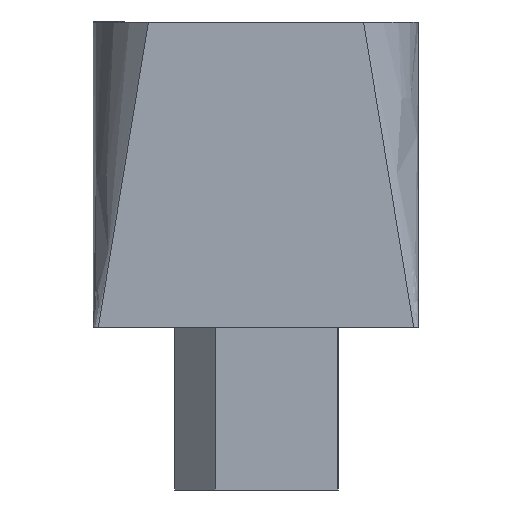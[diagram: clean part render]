
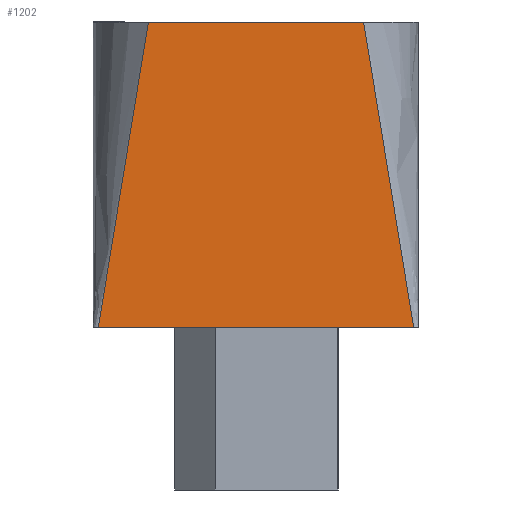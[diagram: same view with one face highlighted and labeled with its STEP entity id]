
A CAD part, left-side view. The second image highlights one B-rep face of the part: STEP entity #1202.
In plain terms, the highlighted planar face has unit normal (-1, 0, 0).
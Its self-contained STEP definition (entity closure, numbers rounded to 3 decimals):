
#20 = FACE_OUTER_BOUND ( 'NONE', #1577, .T. ) ;
#37 = DIRECTION ( 'NONE',  ( 0., 1., 0. ) ) ;
#117 = VERTEX_POINT ( 'NONE', #2042 ) ;
#236 = CARTESIAN_POINT ( 'NONE',  ( -57., 10.708, 15. ) ) ;
#274 = VECTOR ( 'NONE', #305, 1000. ) ;
#305 = DIRECTION ( 'NONE',  ( 0., 0.162, -0.987 ) ) ;
#316 = LINE ( 'NONE', #1458, #274 ) ;
#345 = PLANE ( 'NONE',  #1063 ) ;
#393 = DIRECTION ( 'NONE',  ( 0., -1., 0. ) ) ;
#460 = VERTEX_POINT ( 'NONE', #615 ) ;
#474 = VECTOR ( 'NONE', #393, 1000. ) ;
#615 = CARTESIAN_POINT ( 'NONE',  ( -57., 8.25, 0. ) ) ;
#650 = EDGE_CURVE ( 'NONE', #1107, #460, #1939, .T. ) ;
#656 = EDGE_CURVE ( 'NONE', #117, #1107, #1698, .T. ) ;
#722 = CARTESIAN_POINT ( 'NONE',  ( -57., 21.292, 15. ) ) ;
#789 = VECTOR ( 'NONE', #1195, 1000. ) ;
#828 = LINE ( 'NONE', #1697, #1137 ) ;
#1041 = CARTESIAN_POINT ( 'NONE',  ( -57., 9.479, 7.5 ) ) ;
#1051 = ORIENTED_EDGE ( 'NONE', *, *, #650, .F. ) ;
#1063 = AXIS2_PLACEMENT_3D ( 'NONE', #236, #1328, #37 ) ;
#1075 = VERTEX_POINT ( 'NONE', #1096 ) ;
#1096 = CARTESIAN_POINT ( 'NONE',  ( -57., 23.75, 0. ) ) ;
#1107 = VERTEX_POINT ( 'NONE', #1158 ) ;
#1137 = VECTOR ( 'NONE', #1402, 1000. ) ;
#1142 = EDGE_CURVE ( 'NONE', #1075, #460, #828, .T. ) ;
#1158 = CARTESIAN_POINT ( 'NONE',  ( -57., 10.708, 15. ) ) ;
#1195 = DIRECTION ( 'NONE',  ( 0., -0.162, -0.987 ) ) ;
#1202 = ADVANCED_FACE ( 'NONE', ( #20 ), #345, .T. ) ;
#1240 = ORIENTED_EDGE ( 'NONE', *, *, #1142, .T. ) ;
#1328 = DIRECTION ( 'NONE',  ( -1., 0., 0. ) ) ;
#1402 = DIRECTION ( 'NONE',  ( 0., -1., 0. ) ) ;
#1458 = CARTESIAN_POINT ( 'NONE',  ( -57., 22.521, 7.5 ) ) ;
#1481 = ORIENTED_EDGE ( 'NONE', *, *, #656, .F. ) ;
#1577 = EDGE_LOOP ( 'NONE', ( #1481, #2027, #1240, #1051 ) ) ;
#1697 = CARTESIAN_POINT ( 'NONE',  ( -57., 23.75, 0. ) ) ;
#1698 = LINE ( 'NONE', #722, #474 ) ;
#1798 = EDGE_CURVE ( 'NONE', #117, #1075, #316, .T. ) ;
#1939 = LINE ( 'NONE', #1041, #789 ) ;
#2027 = ORIENTED_EDGE ( 'NONE', *, *, #1798, .T. ) ;
#2042 = CARTESIAN_POINT ( 'NONE',  ( -57., 21.292, 15. ) ) ;
